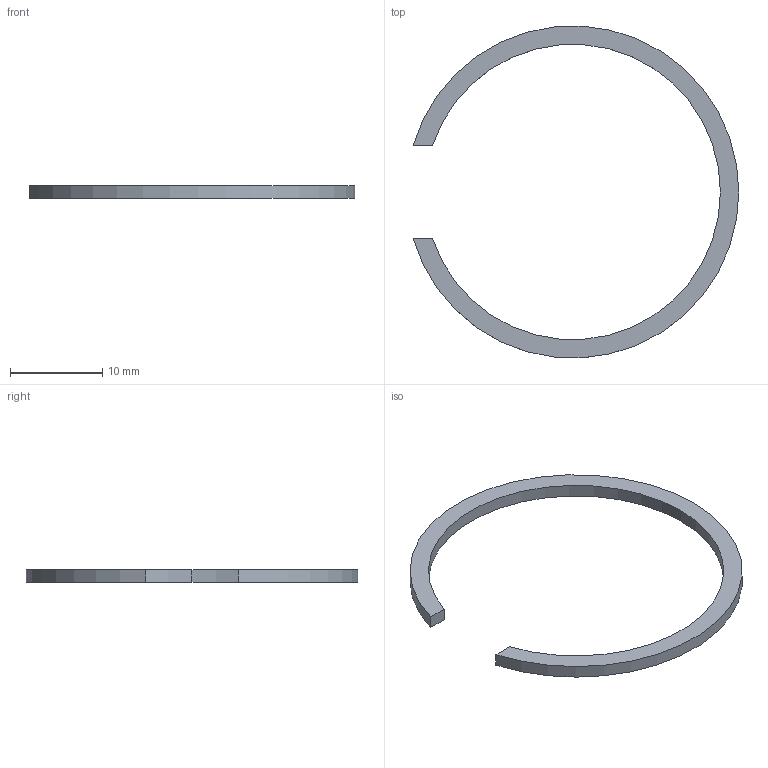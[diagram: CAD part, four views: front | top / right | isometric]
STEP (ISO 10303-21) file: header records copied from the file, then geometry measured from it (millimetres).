
FILE_DESCRIPTION(('CATIA V5 STEP Exchange'),'2;1');
FILE_NAME('Anneau elastique.stp','2018-10-01T09:18:28+00:00',('none'),('none'),'CATIA Version 5 Release 19 SP 6 (IN-10)','CATIA V5 STEP AP203','none');
FILE_SCHEMA(('CONFIG_CONTROL_DESIGN'));
Length unit declared in the file: millimetre
Products named in the file (1): Anneau elastique
Bounding box: 35.29 x 35.94 x 1.4 mm (x, y, z)
Volume: 270.7 mm3; surface area: 663.2 mm2
Topology: 1 solids, 1 shells, 8 faces, 18 edges, 12 vertices
Faces by surface type: plane 4, cylinder 4
Entity records: 254 total; most frequent: CARTESIAN_POINT 37, ORIENTED_EDGE 36, DIRECTION 30, EDGE_CURVE 18, AXIS2_PLACEMENT_3D 15, VERTEX_POINT 12, VECTOR 10, LINE 10
